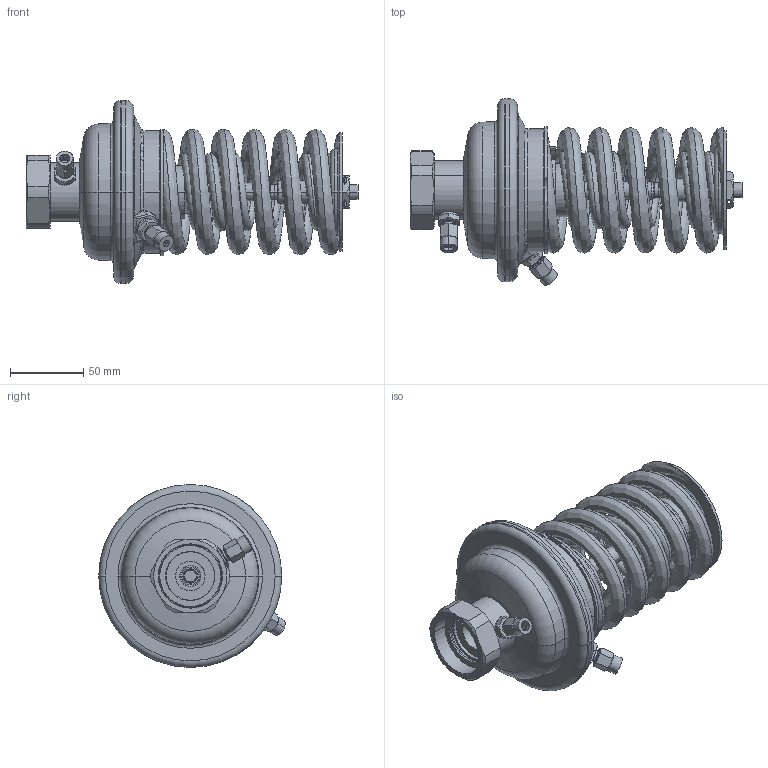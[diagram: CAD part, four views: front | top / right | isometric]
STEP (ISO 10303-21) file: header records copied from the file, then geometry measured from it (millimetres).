
FILE_DESCRIPTION((''),'2;1');
FILE_NAME('003H6837_ASM','2015-04-09T',('u317927'),('Danfoss'),'PRO/ENGINEER BY PARAMETRIC TECHNOLOGY CORPORATION, 2014000','PRO/ENGINEER BY PARAMETRIC TECHNOLOGY CORPORATION, 2014000','');
FILE_SCHEMA(('CONFIG_CONTROL_DESIGN'));
Length unit declared in the file: millimetre
Products named in the file (18): 8883810; 100001589ZI02; 100001729ZI00; 88810790_ZAVIHAN; 8883808; 8883849; FEDER-SCHWARZ; 8881075; FEDER-GRUEN; 8881100; 8890090; 5454030; 5454032; 8881071; 5191729; 5211513; 5191725; 003H6837_ASM
Assembly tree (18 placements, depth 2):
  003H6837_ASM
    8883810
    100001589ZI02
    100001729ZI00
    88810790_ZAVIHAN
    8883808
    8883849
    FEDER-SCHWARZ
    8881075
    FEDER-GRUEN
    8881100
    8890090
    5454030
    5454032
    8881071  x2
    5191729
    5211513
    5191725
Bounding box: 226.9 x 127.44 x 125.09 mm (x, y, z)
Volume: 473658.4 mm3; surface area: 227225.3 mm2
Topology: 18 solids, 30 shells, 946 faces, 2210 edges, 1356 vertices
Faces by surface type: plane 345, cylinder 230, cone 220, torus 126, bspline 22, sphere 3
Entity records: 32851 total; most frequent: CARTESIAN_POINT 12260, DIRECTION 4400, ORIENTED_EDGE 4112, EDGE_CURVE 2075, AXIS2_PLACEMENT_3D 1827, VERTEX_POINT 1278, EDGE_LOOP 974, CIRCLE 913
